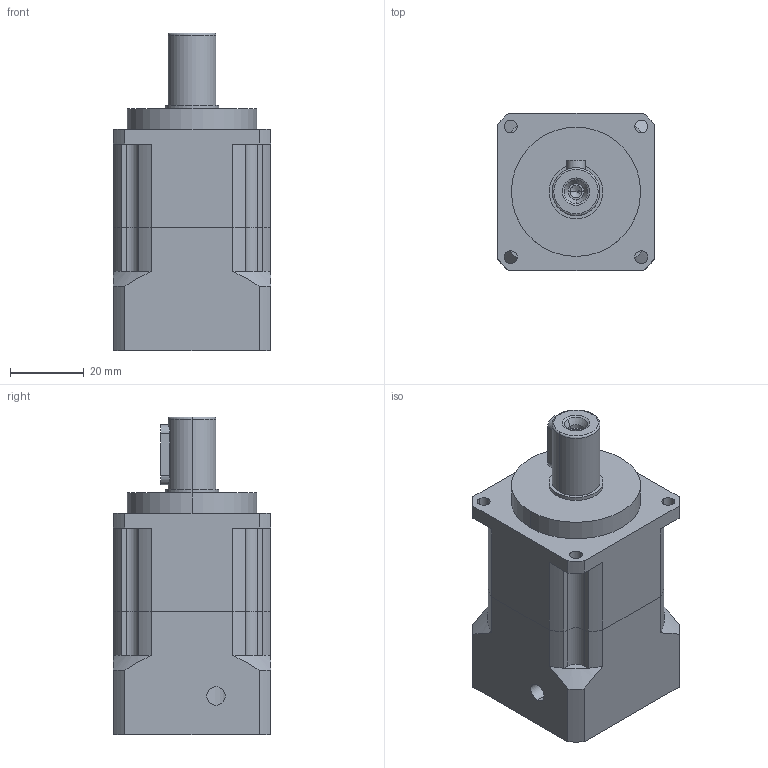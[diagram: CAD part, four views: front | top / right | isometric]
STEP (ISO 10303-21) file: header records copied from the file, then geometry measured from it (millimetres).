
FILE_DESCRIPTION (( 'STEP AP203' ), '1' );
FILE_NAME ('GPB042-L1-(8-30-45-M3).STEP', '2022-05-23T02:20:18', ( '微软用户' ), ( '微软中国' ), 'SwSTEP 2.0', 'SolidWorks 2018', '' );
FILE_SCHEMA (( 'CONFIG_CONTROL_DESIGN' ));
Length unit declared in the file: millimetre
Products named in the file (1): GPB042-L1-(8-30-45-M3)
Bounding box: 42.6 x 42.6 x 86 mm (x, y, z)
Volume: 97585.4 mm3; surface area: 25130.2 mm2
Topology: 5 solids, 5 shells, 188 faces, 476 edges, 303 vertices
Faces by surface type: cylinder 90, plane 76, cone 18, torus 4
Entity records: 5987 total; most frequent: CARTESIAN_POINT 1266, DIRECTION 1020, ORIENTED_EDGE 932, EDGE_CURVE 466, AXIS2_PLACEMENT_3D 385, VERTEX_POINT 303, LINE 250, VECTOR 250
